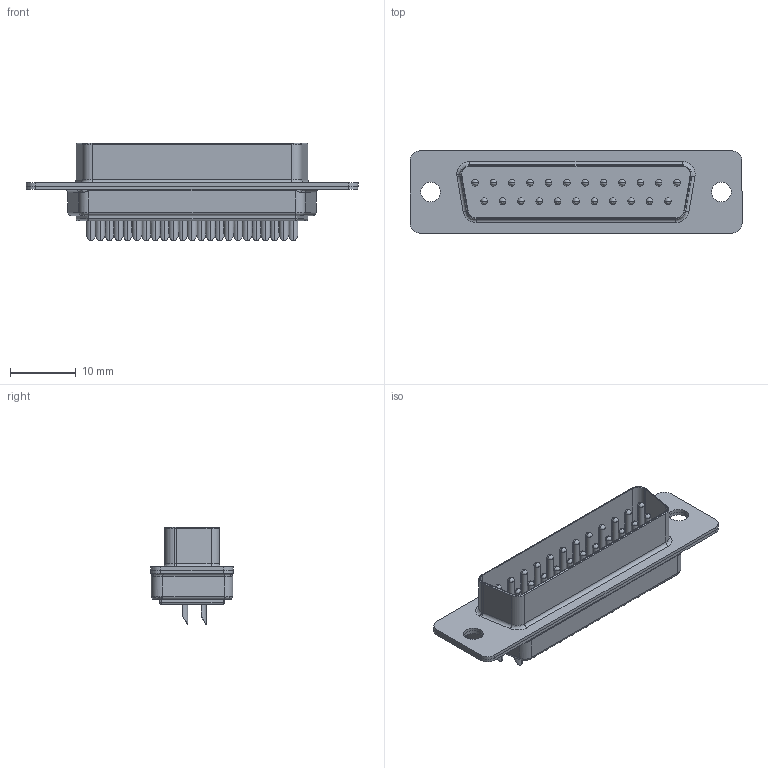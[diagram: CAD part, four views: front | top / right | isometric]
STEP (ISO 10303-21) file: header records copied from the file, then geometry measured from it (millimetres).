
FILE_DESCRIPTION (( 'STEP AP214' ), '1' );
FILE_NAME ('DB-23M.STEP', '2020-11-05T14:15:57', ( 'User' ), ( '' ), 'SwSTEP 2.0', 'SolidWorks 2017', '' );
FILE_SCHEMA (( 'AUTOMOTIVE_DESIGN' ));
Length unit declared in the file: millimetre
Products named in the file (1): DB-23M
Bounding box: 50.6 x 12.5 x 14.8 mm (x, y, z)
Volume: 2775.4 mm3; surface area: 5197.7 mm2
Topology: 7 solids, 7 shells, 403 faces, 1008 edges, 613 vertices
Faces by surface type: cylinder 185, plane 143, bspline 75
Entity records: 13245 total; most frequent: CARTESIAN_POINT 3714, ORIENTED_EDGE 1914, DIRECTION 1908, EDGE_CURVE 957, AXIS2_PLACEMENT_3D 724, VERTEX_POINT 613, LINE 460, EDGE_LOOP 460
